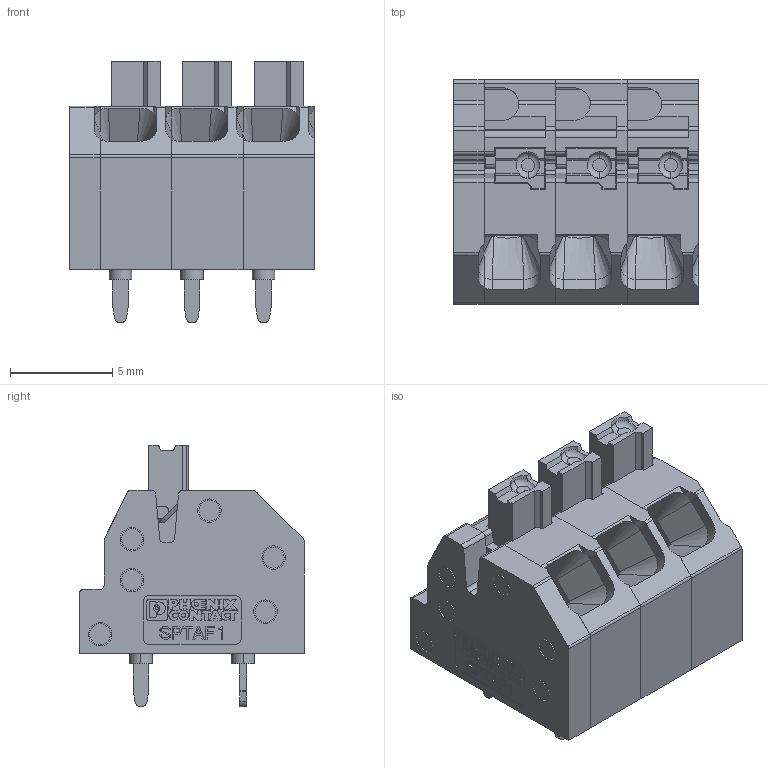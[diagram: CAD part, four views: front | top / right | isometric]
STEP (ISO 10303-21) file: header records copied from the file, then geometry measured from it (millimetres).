
FILE_DESCRIPTION(('STEP AP242'),'1');
FILE_NAME('1862055.stp','2022-10-10T18:28:33',('TraceParts'),('TraceParts S.A.'),'Spatial InterOp 3D',' ',' ');
FILE_SCHEMA(('AP242_MANAGED_MODEL_BASED_3D_ENGINEERING_MIM_LF {1 0 10303 442 1 1 4}'));
Length unit declared in the file: millimetre
Products named in the file (1): 1862055_1
Bounding box: 12 x 11 x 12.8 mm (x, y, z)
Volume: 817.5 mm3; surface area: 1607.3 mm2
Topology: 10 solids, 10 shells, 1139 faces, 3017 edges, 1949 vertices
Faces by surface type: plane 673, cylinder 321, torus 48, extrusion 33, bspline 23, sphere 23, cone 18
Entity records: 47112 total; most frequent: CARTESIAN_POINT 9617, ORIENTED_EDGE 5988, DIRECTION 5853, EDGE_CURVE 2994, VECTOR 2027, LINE 1994, VERTEX_POINT 1949, AXIS2_PLACEMENT_3D 1913
